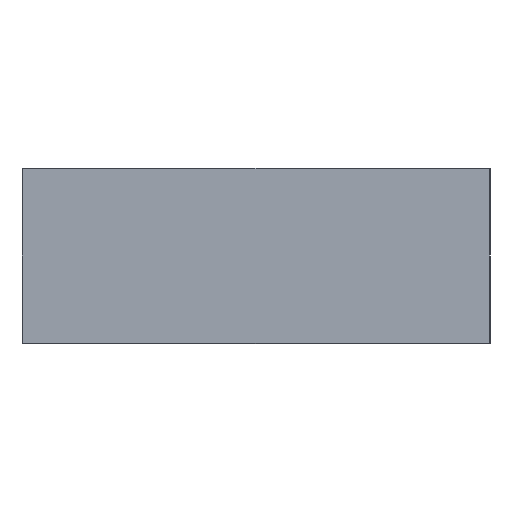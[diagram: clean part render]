
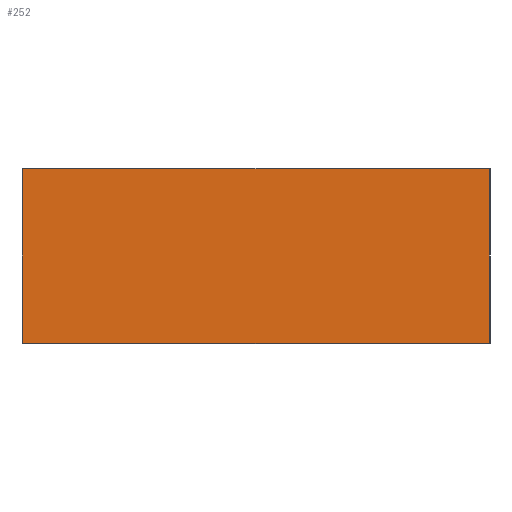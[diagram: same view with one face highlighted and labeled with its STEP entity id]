
A CAD part, front view. The second image highlights one B-rep face of the part: STEP entity #252.
In plain terms, the highlighted planar face has unit normal (0, -1, 0).
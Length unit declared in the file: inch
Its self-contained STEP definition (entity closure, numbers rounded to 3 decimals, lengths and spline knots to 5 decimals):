
#10 = ORIENTED_EDGE ( 'NONE', *, *, #204, .T. ) ;
#29 = VECTOR ( 'NONE', #616, 39.37008 ) ;
#30 = LINE ( 'NONE', #617, #29 ) ;
#31 = VECTOR ( 'NONE', #619, 39.37008 ) ;
#32 = LINE ( 'NONE', #620, #31 ) ;
#34 = VECTOR ( 'NONE', #621, 39.37008 ) ;
#36 = LINE ( 'NONE', #735, #56 ) ;
#41 = LINE ( 'NONE', #625, #34 ) ;
#56 = VECTOR ( 'NONE', #627, 39.37008 ) ;
#105 = ORIENTED_EDGE ( 'NONE', *, *, #194, .T. ) ;
#106 = EDGE_LOOP ( 'NONE', ( #135, #136, #105, #10 ) ) ;
#135 = ORIENTED_EDGE ( 'NONE', *, *, #203, .T. ) ;
#136 = ORIENTED_EDGE ( 'NONE', *, *, #195, .T. ) ;
#194 = EDGE_CURVE ( 'NONE', #647, #648, #36, .T. ) ;
#195 = EDGE_CURVE ( 'NONE', #646, #647, #41, .T. ) ;
#203 = EDGE_CURVE ( 'NONE', #645, #646, #32, .T. ) ;
#204 = EDGE_CURVE ( 'NONE', #648, #645, #30, .T. ) ;
#252 = ADVANCED_FACE ( 'NONE', ( #744 ), #404, .F. ) ;
#350 = AXIS2_PLACEMENT_3D ( 'NONE', #397, #468, #484 ) ;
#397 = CARTESIAN_POINT ( 'NONE',  ( -0.2675, -0.207, 0.1005 ) ) ;
#404 = PLANE ( 'NONE',  #350 ) ;
#463 = CARTESIAN_POINT ( 'NONE',  ( -0.2665, -0.207, -0.0995 ) ) ;
#464 = CARTESIAN_POINT ( 'NONE',  ( -0.2665, -0.207, 0.0995 ) ) ;
#465 = CARTESIAN_POINT ( 'NONE',  ( 0.2665, -0.207, 0.0995 ) ) ;
#466 = CARTESIAN_POINT ( 'NONE',  ( 0.2665, -0.207, -0.0995 ) ) ;
#468 = DIRECTION ( 'NONE',  ( 0., 1., 0. ) ) ;
#484 = DIRECTION ( 'NONE',  ( 0., 0., 1. ) ) ;
#616 = DIRECTION ( 'NONE',  ( 1., 0., 0. ) ) ;
#617 = CARTESIAN_POINT ( 'NONE',  ( 0.2675, -0.207, -0.0995 ) ) ;
#619 = DIRECTION ( 'NONE',  ( 0., 0., 1. ) ) ;
#620 = CARTESIAN_POINT ( 'NONE',  ( 0.2665, -0.207, 0.1005 ) ) ;
#621 = DIRECTION ( 'NONE',  ( -1., 0., 0. ) ) ;
#625 = CARTESIAN_POINT ( 'NONE',  ( -0.2675, -0.207, 0.0995 ) ) ;
#627 = DIRECTION ( 'NONE',  ( 0., 0., -1. ) ) ;
#645 = VERTEX_POINT ( 'NONE', #466 ) ;
#646 = VERTEX_POINT ( 'NONE', #465 ) ;
#647 = VERTEX_POINT ( 'NONE', #464 ) ;
#648 = VERTEX_POINT ( 'NONE', #463 ) ;
#735 = CARTESIAN_POINT ( 'NONE',  ( -0.2665, -0.207, 0.1005 ) ) ;
#744 = FACE_OUTER_BOUND ( 'NONE', #106, .T. ) ;
